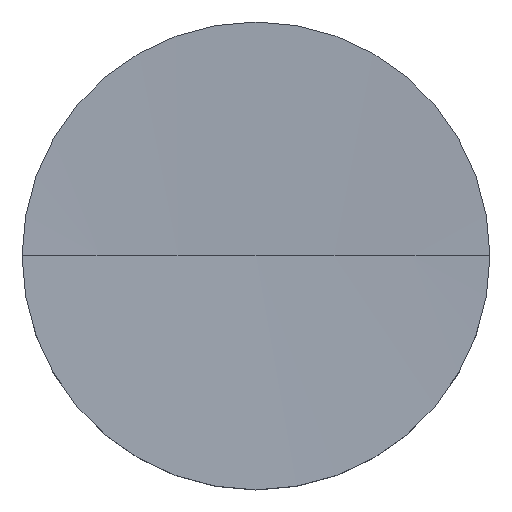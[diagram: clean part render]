
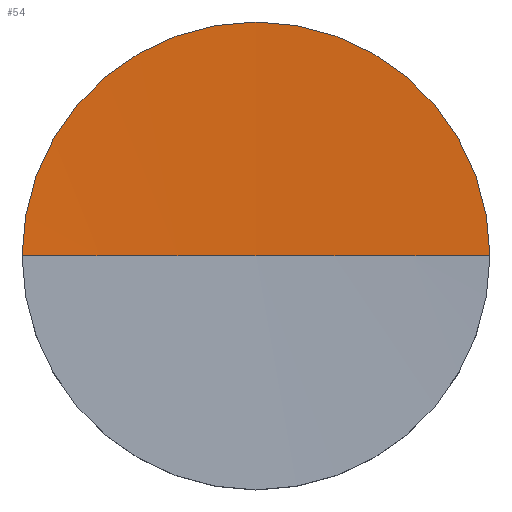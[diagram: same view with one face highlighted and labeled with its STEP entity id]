
A CAD part, top view. The second image highlights one B-rep face of the part: STEP entity #54.
In plain terms, the highlighted spherical face has radius 300 mm.
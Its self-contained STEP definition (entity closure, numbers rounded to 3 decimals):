
#7 = CARTESIAN_POINT ( 'NONE',  ( 0., 0., 6. ) ) ;
#9 = VERTEX_POINT ( 'NONE', #39 ) ;
#14 = CARTESIAN_POINT ( 'NONE',  ( 0., 0., 305.731 ) ) ;
#28 = AXIS2_PLACEMENT_3D ( 'NONE', #14, #122, #58 ) ;
#34 = FACE_OUTER_BOUND ( 'NONE', #83, .T. ) ;
#35 = DIRECTION ( 'NONE',  ( 0., 0., 1. ) ) ;
#38 = EDGE_CURVE ( 'NONE', #165, #9, #180, .T. ) ;
#39 = CARTESIAN_POINT ( 'NONE',  ( 0., 0., 5.731 ) ) ;
#52 = CIRCLE ( 'NONE', #134, 12.7 ) ;
#54 = ADVANCED_FACE ( 'NONE', ( #34 ), #144, .F. ) ;
#55 = ORIENTED_EDGE ( 'NONE', *, *, #127, .F. ) ;
#58 = DIRECTION ( 'NONE',  ( 1., 0., 0. ) ) ;
#71 = CARTESIAN_POINT ( 'NONE',  ( 0., 0., 305.731 ) ) ;
#72 = CARTESIAN_POINT ( 'NONE',  ( -12.7, 0., 6. ) ) ;
#74 = VERTEX_POINT ( 'NONE', #72 ) ;
#83 = EDGE_LOOP ( 'NONE', ( #55, #100, #194 ) ) ;
#85 = AXIS2_PLACEMENT_3D ( 'NONE', #71, #131, #132 ) ;
#86 = DIRECTION ( 'NONE',  ( 1., 0., 0. ) ) ;
#92 = AXIS2_PLACEMENT_3D ( 'NONE', #196, #178, #35 ) ;
#94 = EDGE_CURVE ( 'NONE', #74, #9, #152, .T. ) ;
#100 = ORIENTED_EDGE ( 'NONE', *, *, #94, .T. ) ;
#122 = DIRECTION ( 'NONE',  ( 0., -1., 0. ) ) ;
#127 = EDGE_CURVE ( 'NONE', #74, #165, #52, .T. ) ;
#131 = DIRECTION ( 'NONE',  ( 0., -1., 0. ) ) ;
#132 = DIRECTION ( 'NONE',  ( 1., 0., 0. ) ) ;
#134 = AXIS2_PLACEMENT_3D ( 'NONE', #7, #153, #86 ) ;
#144 = SPHERICAL_SURFACE ( 'NONE', #85, 300. ) ;
#152 = CIRCLE ( 'NONE', #28, 300. ) ;
#153 = DIRECTION ( 'NONE',  ( 0., 0., -1. ) ) ;
#165 = VERTEX_POINT ( 'NONE', #199 ) ;
#178 = DIRECTION ( 'NONE',  ( 0., 1., 0. ) ) ;
#180 = CIRCLE ( 'NONE', #92, 300. ) ;
#194 = ORIENTED_EDGE ( 'NONE', *, *, #38, .F. ) ;
#196 = CARTESIAN_POINT ( 'NONE',  ( 0., 0., 305.731 ) ) ;
#199 = CARTESIAN_POINT ( 'NONE',  ( 12.7, 0., 6. ) ) ;
